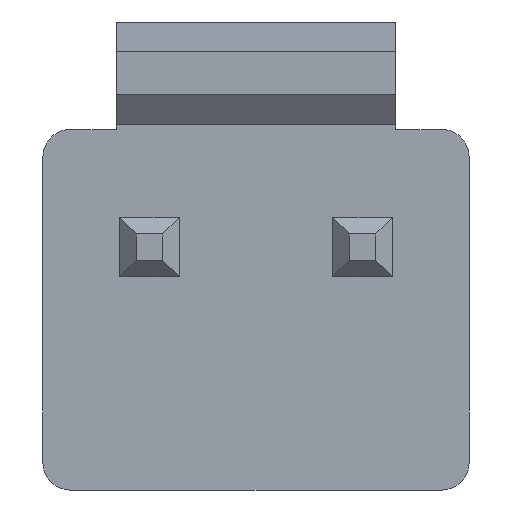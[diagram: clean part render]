
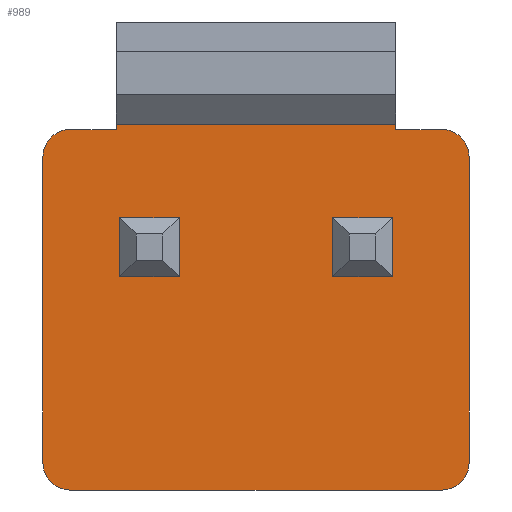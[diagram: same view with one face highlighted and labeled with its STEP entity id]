
A CAD part, left-side view. The second image highlights one B-rep face of the part: STEP entity #989.
In plain terms, the highlighted planar face has unit normal (-1, 0, 0).
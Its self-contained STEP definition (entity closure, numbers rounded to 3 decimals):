
#16=FACE_BOUND('',#142,.T.);
#17=FACE_BOUND('',#143,.T.);
#18=CIRCLE('',#1060,0.5);
#23=CIRCLE('',#1068,0.5);
#24=CIRCLE('',#1070,0.5);
#25=CIRCLE('',#1073,0.5);
#83=FACE_OUTER_BOUND('',#141,.T.);
#141=EDGE_LOOP('',(#811,#812,#813,#814,#815,#816,#817,#818,#819,#820,#821,
#822));
#142=EDGE_LOOP('',(#823,#824,#825,#826));
#143=EDGE_LOOP('',(#827,#828,#829,#830));
#170=LINE('',#1372,#296);
#173=LINE('',#1377,#299);
#175=LINE('',#1382,#301);
#176=LINE('',#1384,#302);
#210=LINE('',#1454,#336);
#213=LINE('',#1459,#339);
#235=LINE('',#1505,#361);
#236=LINE('',#1507,#362);
#247=LINE('',#1541,#373);
#252=LINE('',#1555,#378);
#254=LINE('',#1559,#380);
#255=LINE('',#1561,#381);
#256=LINE('',#1563,#382);
#257=LINE('',#1565,#383);
#258=LINE('',#1567,#384);
#259=LINE('',#1569,#385);
#296=VECTOR('',#1112,10.);
#299=VECTOR('',#1117,10.);
#301=VECTOR('',#1123,10.);
#302=VECTOR('',#1126,10.);
#336=VECTOR('',#1188,10.);
#339=VECTOR('',#1193,10.);
#361=VECTOR('',#1237,10.);
#362=VECTOR('',#1240,10.);
#373=VECTOR('',#1267,10.);
#378=VECTOR('',#1282,10.);
#380=VECTOR('',#1286,10.);
#381=VECTOR('',#1287,10.);
#382=VECTOR('',#1288,10.);
#383=VECTOR('',#1289,10.);
#384=VECTOR('',#1290,10.);
#385=VECTOR('',#1293,10.);
#417=VERTEX_POINT('',#1369);
#418=VERTEX_POINT('',#1371);
#419=VERTEX_POINT('',#1375);
#420=VERTEX_POINT('',#1380);
#441=VERTEX_POINT('',#1451);
#442=VERTEX_POINT('',#1453);
#443=VERTEX_POINT('',#1457);
#456=VERTEX_POINT('',#1503);
#457=VERTEX_POINT('',#1509);
#458=VERTEX_POINT('',#1510);
#471=VERTEX_POINT('',#1540);
#472=VERTEX_POINT('',#1544);
#473=VERTEX_POINT('',#1548);
#474=VERTEX_POINT('',#1549);
#475=VERTEX_POINT('',#1554);
#476=VERTEX_POINT('',#1558);
#477=VERTEX_POINT('',#1560);
#478=VERTEX_POINT('',#1562);
#479=VERTEX_POINT('',#1564);
#480=VERTEX_POINT('',#1566);
#506=EDGE_CURVE('',#418,#417,#170,.T.);
#509=EDGE_CURVE('',#417,#419,#173,.T.);
#511=EDGE_CURVE('',#419,#420,#175,.T.);
#512=EDGE_CURVE('',#420,#418,#176,.T.);
#546=EDGE_CURVE('',#442,#441,#210,.T.);
#549=EDGE_CURVE('',#441,#443,#213,.T.);
#571=EDGE_CURVE('',#443,#456,#235,.T.);
#572=EDGE_CURVE('',#456,#442,#236,.T.);
#573=EDGE_CURVE('',#457,#458,#18,.T.);
#588=EDGE_CURVE('',#458,#471,#247,.T.);
#590=EDGE_CURVE('',#471,#472,#23,.T.);
#592=EDGE_CURVE('',#473,#474,#24,.T.);
#595=EDGE_CURVE('',#474,#475,#252,.T.);
#597=EDGE_CURVE('',#457,#476,#254,.T.);
#598=EDGE_CURVE('',#476,#477,#255,.T.);
#599=EDGE_CURVE('',#477,#478,#256,.T.);
#600=EDGE_CURVE('',#478,#479,#257,.T.);
#601=EDGE_CURVE('',#479,#480,#258,.T.);
#602=EDGE_CURVE('',#475,#480,#25,.T.);
#603=EDGE_CURVE('',#472,#473,#259,.T.);
#811=ORIENTED_EDGE('',*,*,#573,.F.);
#812=ORIENTED_EDGE('',*,*,#597,.T.);
#813=ORIENTED_EDGE('',*,*,#598,.T.);
#814=ORIENTED_EDGE('',*,*,#599,.T.);
#815=ORIENTED_EDGE('',*,*,#600,.T.);
#816=ORIENTED_EDGE('',*,*,#601,.T.);
#817=ORIENTED_EDGE('',*,*,#602,.F.);
#818=ORIENTED_EDGE('',*,*,#595,.F.);
#819=ORIENTED_EDGE('',*,*,#592,.F.);
#820=ORIENTED_EDGE('',*,*,#603,.F.);
#821=ORIENTED_EDGE('',*,*,#590,.F.);
#822=ORIENTED_EDGE('',*,*,#588,.F.);
#823=ORIENTED_EDGE('',*,*,#506,.T.);
#824=ORIENTED_EDGE('',*,*,#509,.T.);
#825=ORIENTED_EDGE('',*,*,#511,.T.);
#826=ORIENTED_EDGE('',*,*,#512,.T.);
#827=ORIENTED_EDGE('',*,*,#549,.T.);
#828=ORIENTED_EDGE('',*,*,#571,.T.);
#829=ORIENTED_EDGE('',*,*,#572,.T.);
#830=ORIENTED_EDGE('',*,*,#546,.T.);
#934=PLANE('',#1072);
#989=ADVANCED_FACE('',(#83,#16,#17),#934,.T.);
#1060=AXIS2_PLACEMENT_3D('',#1511,#1243,#1244);
#1068=AXIS2_PLACEMENT_3D('',#1545,#1271,#1272);
#1070=AXIS2_PLACEMENT_3D('',#1550,#1276,#1277);
#1072=AXIS2_PLACEMENT_3D('',#1557,#1284,#1285);
#1073=AXIS2_PLACEMENT_3D('',#1568,#1291,#1292);
#1112=DIRECTION('',(0.,0.,1.));
#1117=DIRECTION('',(0.,-1.,0.));
#1123=DIRECTION('',(0.,0.,-1.));
#1126=DIRECTION('',(0.,1.,0.));
#1188=DIRECTION('',(0.,0.,1.));
#1193=DIRECTION('',(0.,-1.,0.));
#1237=DIRECTION('',(0.,0.,-1.));
#1240=DIRECTION('',(0.,1.,0.));
#1243=DIRECTION('center_axis',(1.,0.,0.));
#1244=DIRECTION('ref_axis',(0.,-0.707,0.707));
#1267=DIRECTION('',(0.,0.,-1.));
#1271=DIRECTION('center_axis',(1.,0.,0.));
#1272=DIRECTION('ref_axis',(0.,-0.707,-0.707));
#1276=DIRECTION('center_axis',(1.,0.,0.));
#1277=DIRECTION('ref_axis',(0.,0.707,-0.707));
#1282=DIRECTION('',(0.,0.,1.));
#1284=DIRECTION('center_axis',(-1.,0.,0.));
#1285=DIRECTION('ref_axis',(0.,0.,1.));
#1286=DIRECTION('',(0.,1.,0.));
#1287=DIRECTION('',(0.,0.,1.));
#1288=DIRECTION('',(0.,1.,0.));
#1289=DIRECTION('',(0.,0.,-1.));
#1290=DIRECTION('',(0.,1.,0.));
#1291=DIRECTION('center_axis',(1.,0.,0.));
#1292=DIRECTION('ref_axis',(0.,0.707,0.707));
#1293=DIRECTION('',(0.,1.,0.));
#1369=CARTESIAN_POINT('',(-3.2,2.53,5.06));
#1371=CARTESIAN_POINT('',(-3.2,2.53,3.96));
#1372=CARTESIAN_POINT('',(-3.2,2.53,2.53));
#1375=CARTESIAN_POINT('',(-3.2,1.43,5.06));
#1377=CARTESIAN_POINT('',(-3.2,0.715,5.06));
#1380=CARTESIAN_POINT('',(-3.2,1.43,3.96));
#1382=CARTESIAN_POINT('',(-3.2,1.43,1.98));
#1384=CARTESIAN_POINT('',(-3.2,1.265,3.96));
#1451=CARTESIAN_POINT('',(-3.2,-1.43,5.06));
#1453=CARTESIAN_POINT('',(-3.2,-1.43,3.96));
#1454=CARTESIAN_POINT('',(-3.2,-1.43,2.53));
#1457=CARTESIAN_POINT('',(-3.2,-2.53,5.06));
#1459=CARTESIAN_POINT('',(-3.2,-1.265,5.06));
#1503=CARTESIAN_POINT('',(-3.2,-2.53,3.96));
#1505=CARTESIAN_POINT('',(-3.2,-2.53,1.98));
#1507=CARTESIAN_POINT('',(-3.2,-0.715,3.96));
#1509=CARTESIAN_POINT('',(-3.2,-3.46,6.7));
#1510=CARTESIAN_POINT('',(-3.2,-3.96,6.2));
#1511=CARTESIAN_POINT('Origin',(-3.2,-3.46,6.2));
#1540=CARTESIAN_POINT('',(-3.2,-3.96,0.5));
#1541=CARTESIAN_POINT('',(-3.2,-3.96,0.));
#1544=CARTESIAN_POINT('',(-3.2,-3.46,0.));
#1545=CARTESIAN_POINT('Origin',(-3.2,-3.46,0.5));
#1548=CARTESIAN_POINT('',(-3.2,3.46,0.));
#1549=CARTESIAN_POINT('',(-3.2,3.96,0.5));
#1550=CARTESIAN_POINT('Origin',(-3.2,3.46,0.5));
#1554=CARTESIAN_POINT('',(-3.2,3.96,6.2));
#1555=CARTESIAN_POINT('',(-3.2,3.96,0.));
#1557=CARTESIAN_POINT('Origin',(-3.2,0.,0.));
#1558=CARTESIAN_POINT('',(-3.2,-2.6,6.7));
#1559=CARTESIAN_POINT('',(-3.2,-2.67,6.7));
#1560=CARTESIAN_POINT('',(-3.2,-2.6,6.8));
#1561=CARTESIAN_POINT('',(-3.2,-2.6,4.35));
#1562=CARTESIAN_POINT('',(-3.2,2.6,6.8));
#1563=CARTESIAN_POINT('',(-3.2,0.,6.8));
#1564=CARTESIAN_POINT('',(-3.2,2.6,6.7));
#1565=CARTESIAN_POINT('',(-3.2,2.6,4.35));
#1566=CARTESIAN_POINT('',(-3.2,3.46,6.7));
#1567=CARTESIAN_POINT('',(-3.2,2.344,6.7));
#1568=CARTESIAN_POINT('Origin',(-3.2,3.46,6.2));
#1569=CARTESIAN_POINT('',(-3.2,0.,0.));
